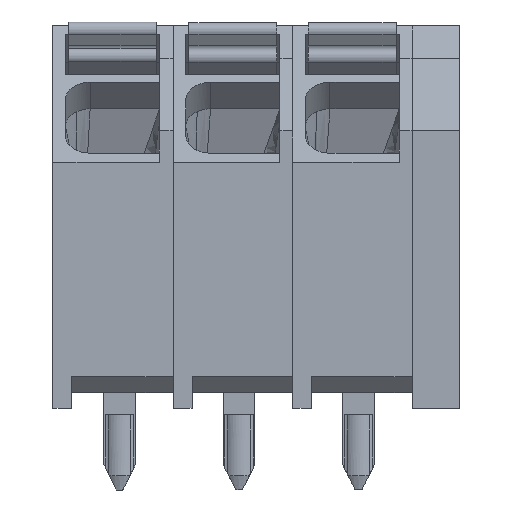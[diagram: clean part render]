
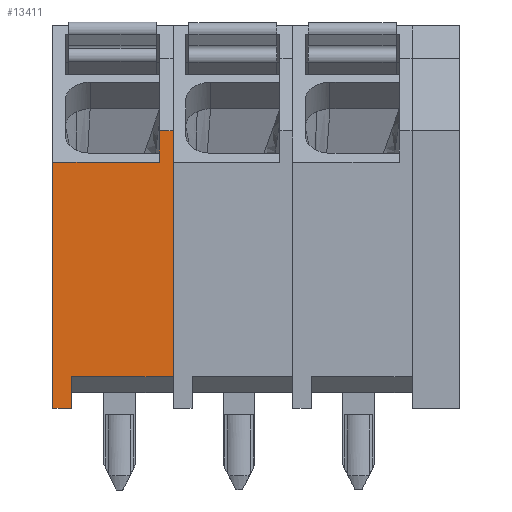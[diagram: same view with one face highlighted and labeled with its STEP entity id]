
A CAD part, front view. The second image highlights one B-rep face of the part: STEP entity #13411.
In plain terms, the highlighted planar face has unit normal (0, -1, 0).
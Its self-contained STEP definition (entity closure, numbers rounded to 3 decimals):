
#3634=ORIENTED_EDGE('',*,*,#6043,.T.);
#3635=ORIENTED_EDGE('',*,*,#6044,.T.);
#3636=ORIENTED_EDGE('',*,*,#5948,.F.);
#3637=ORIENTED_EDGE('',*,*,#6045,.T.);
#3638=ORIENTED_EDGE('',*,*,#6046,.T.);
#3639=ORIENTED_EDGE('',*,*,#6001,.T.);
#3640=ORIENTED_EDGE('',*,*,#6047,.T.);
#3641=ORIENTED_EDGE('',*,*,#6048,.F.);
#5948=EDGE_CURVE('',#7391,#7392,#8837,.T.);
#6001=EDGE_CURVE('',#7436,#7435,#8881,.T.);
#6043=EDGE_CURVE('',#7475,#7476,#8910,.T.);
#6044=EDGE_CURVE('',#7476,#7392,#8911,.T.);
#6045=EDGE_CURVE('',#7391,#7477,#8912,.T.);
#6046=EDGE_CURVE('',#7477,#7436,#8913,.T.);
#6047=EDGE_CURVE('',#7435,#7478,#8914,.T.);
#6048=EDGE_CURVE('',#7475,#7478,#8915,.T.);
#7391=VERTEX_POINT('',#21564);
#7392=VERTEX_POINT('',#21566);
#7435=VERTEX_POINT('',#21666);
#7436=VERTEX_POINT('',#21668);
#7475=VERTEX_POINT('',#21761);
#7476=VERTEX_POINT('',#21762);
#7477=VERTEX_POINT('',#21765);
#7478=VERTEX_POINT('',#21768);
#8837=LINE('',#21565,#10368);
#8881=LINE('',#21667,#10412);
#8910=LINE('',#21760,#10441);
#8911=LINE('',#21763,#10442);
#8912=LINE('',#21764,#10443);
#8913=LINE('',#21766,#10444);
#8914=LINE('',#21767,#10445);
#8915=LINE('',#21769,#10446);
#10368=VECTOR('',#17578,1000.);
#10412=VECTOR('',#17650,1000.);
#10441=VECTOR('',#17729,1000.);
#10442=VECTOR('',#17730,1000.);
#10443=VECTOR('',#17731,1000.);
#10444=VECTOR('',#17732,1000.);
#10445=VECTOR('',#17733,1000.);
#10446=VECTOR('',#17734,1000.);
#11330=EDGE_LOOP('',(#3634,#3635,#3636,#3637,#3638,#3639,#3640,#3641));
#12132=FACE_BOUND('',#11330,.T.);
#12735=PLANE('',#14529);
#13411=ADVANCED_FACE('',(#12132),#12735,.F.);
#14529=AXIS2_PLACEMENT_3D('',#21759,#17727,#17728);
#17578=DIRECTION('',(0.,0.,-1.));
#17650=DIRECTION('',(-1.,0.,0.));
#17727=DIRECTION('',(0.,1.,0.));
#17728=DIRECTION('',(0.,0.,1.));
#17729=DIRECTION('',(0.,0.,1.));
#17730=DIRECTION('',(1.,0.,0.));
#17731=DIRECTION('',(-1.,0.,0.));
#17732=DIRECTION('',(0.,0.,-1.));
#17733=DIRECTION('',(0.,0.,-1.));
#17734=DIRECTION('',(-1.,0.,0.));
#21564=CARTESIAN_POINT('',(1.92,-6.,4.85));
#21565=CARTESIAN_POINT('',(1.92,-6.,4.85));
#21566=CARTESIAN_POINT('',(1.92,-6.,-2.99));
#21666=CARTESIAN_POINT('',(-1.92,-6.,3.86));
#21667=CARTESIAN_POINT('',(1.48,-6.,3.86));
#21668=CARTESIAN_POINT('',(1.48,-6.,3.86));
#21759=CARTESIAN_POINT('',(1.92,-6.,4.85));
#21760=CARTESIAN_POINT('',(-1.33,-6.,-4.));
#21761=CARTESIAN_POINT('',(-1.33,-6.,-4.));
#21762=CARTESIAN_POINT('',(-1.33,-6.,-2.99));
#21763=CARTESIAN_POINT('',(1.92,-6.,-2.99));
#21764=CARTESIAN_POINT('',(1.92,-6.,4.85));
#21765=CARTESIAN_POINT('',(1.48,-6.,4.85));
#21766=CARTESIAN_POINT('',(1.48,-6.,3.86));
#21767=CARTESIAN_POINT('',(-1.92,-6.,4.85));
#21768=CARTESIAN_POINT('',(-1.92,-6.,-4.));
#21769=CARTESIAN_POINT('',(1.92,-6.,-4.));
